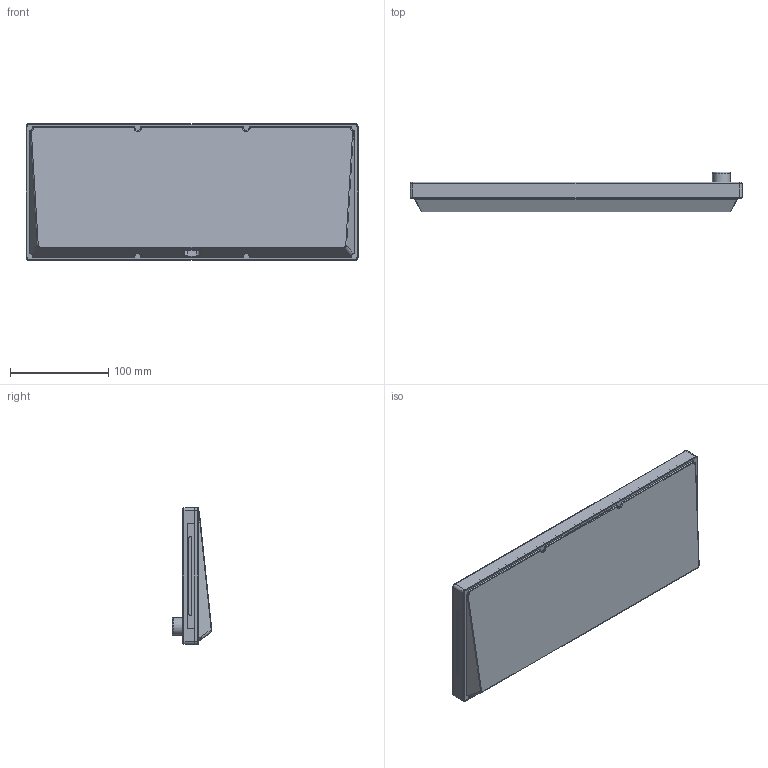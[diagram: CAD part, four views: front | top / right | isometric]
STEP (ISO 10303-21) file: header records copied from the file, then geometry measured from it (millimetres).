
FILE_DESCRIPTION(/* description */ (''),/* implementation_level */ '2;1');
FILE_NAME(/* name */ 'GMMK_render v4.step',/* time_stamp */ '2021-01-07T19:50:11+01:00',/* author */ (''),/* organization */ (''),/* preprocessor_version */ 'ST-DEVELOPER v18.1',/* originating_system */ 'Autodesk Translation Framework v9.7.1.1290',/* authorisation */ '');
FILE_SCHEMA (('AUTOMOTIVE_DESIGN { 1 0 10303 214 3 1 1 }'));
Length unit declared in the file: millimetre
Products named in the file (7): GMMK_render; Top; Plate; Bottom; Lightbar R; Lightbar L; Knob
Assembly tree (6 placements, depth 2):
  GMMK_render
    Top
    Plate
    Bottom
    Lightbar R
    Lightbar L
    Knob
Bounding box: 337.32 x 40.36 x 138.82 mm (x, y, z)
Volume: 536616.4 mm3; surface area: 220905.7 mm2
Topology: 6 solids, 6 shells, 1083 faces, 3077 edges, 2004 vertices
Faces by surface type: cylinder 505, plane 482, bspline 54, torus 42
Full cylindrical faces by diameter (mm): 6 x1, 18 x1, 20 x1
Entity records: 37568 total; most frequent: CARTESIAN_POINT 8123, DIRECTION 6180, ORIENTED_EDGE 6138, EDGE_CURVE 3069, AXIS2_PLACEMENT_3D 2142, VERTEX_POINT 2004, LINE 1896, VECTOR 1896
